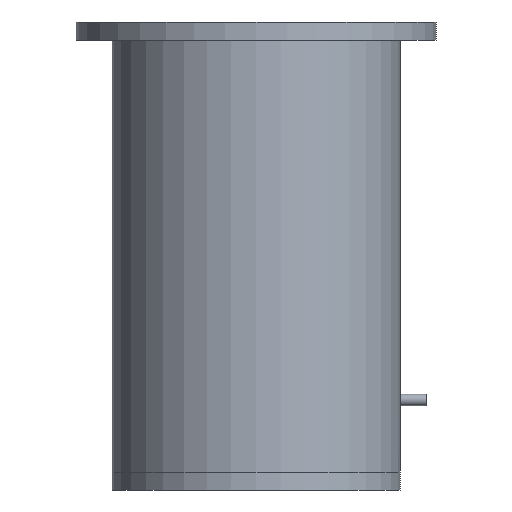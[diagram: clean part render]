
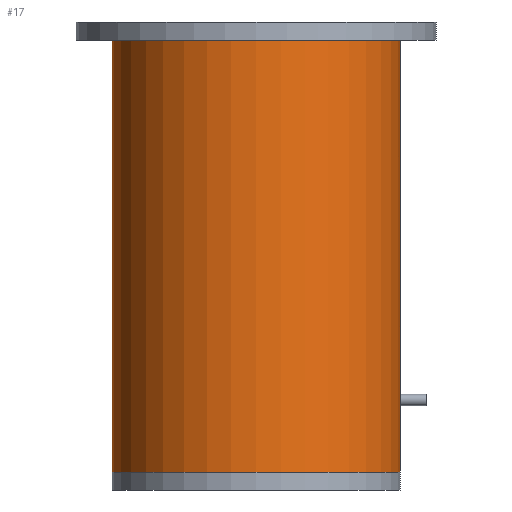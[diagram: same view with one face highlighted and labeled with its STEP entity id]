
A CAD part, front view. The second image highlights one B-rep face of the part: STEP entity #17.
In plain terms, the highlighted cylindrical face has radius 80 mm (diameter 160 mm), a full revolution.
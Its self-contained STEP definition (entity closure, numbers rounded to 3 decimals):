
#17 = ADVANCED_FACE('',(#18),#145,.T.);
#18 = FACE_BOUND('',#19,.F.);
#19 = EDGE_LOOP('',(#20,#30,#37,#38,#46,#65,#90,#98,#106,#113,#114,#115,
    #144));
#20 = ORIENTED_EDGE('',*,*,#21,.F.);
#21 = EDGE_CURVE('',#22,#24,#26,.T.);
#22 = VERTEX_POINT('',#23);
#23 = CARTESIAN_POINT('',(80.,0.,10.));
#24 = VERTEX_POINT('',#25);
#25 = CARTESIAN_POINT('',(80.,0.,46.825));
#26 = LINE('',#27,#28);
#27 = CARTESIAN_POINT('',(80.,0.,10.));
#28 = VECTOR('',#29,1.);
#29 = DIRECTION('',(0.,0.,1.));
#30 = ORIENTED_EDGE('',*,*,#31,.F.);
#31 = EDGE_CURVE('',#22,#22,#32,.T.);
#32 = CIRCLE('',#33,80.);
#33 = AXIS2_PLACEMENT_3D('',#34,#35,#36);
#34 = CARTESIAN_POINT('',(0.,0.,10.));
#35 = DIRECTION('',(0.,0.,1.));
#36 = DIRECTION('',(1.,0.,0.));
#37 = ORIENTED_EDGE('',*,*,#21,.T.);
#38 = ORIENTED_EDGE('',*,*,#39,.T.);
#39 = EDGE_CURVE('',#24,#40,#42,.T.);
#40 = VERTEX_POINT('',#41);
#41 = CARTESIAN_POINT('',(80.,0.,47.5));
#42 = LINE('',#43,#44);
#43 = CARTESIAN_POINT('',(80.,0.,10.));
#44 = VECTOR('',#45,1.);
#45 = DIRECTION('',(0.,0.,1.));
#46 = ORIENTED_EDGE('',*,*,#47,.T.);
#47 = EDGE_CURVE('',#40,#48,#50,.T.);
#48 = VERTEX_POINT('',#49);
#49 = CARTESIAN_POINT('',(79.961,2.5,50.));
#50 = B_SPLINE_CURVE_WITH_KNOTS('',7,(#51,#52,#53,#54,#55,#56,#57,#58,
    #59,#60,#61,#62,#63,#64),.UNSPECIFIED.,.F.,.F.,(8,6,8),(0.,
    0.448,1.),.UNSPECIFIED.);
#51 = CARTESIAN_POINT('',(80.,0.,47.5));
#52 = CARTESIAN_POINT('',(80.,0.305,47.5));
#53 = CARTESIAN_POINT('',(79.999,0.603,47.543)
  );
#54 = CARTESIAN_POINT('',(79.996,0.887,47.627
    ));
#55 = CARTESIAN_POINT('',(79.993,1.149,47.745
    ));
#56 = CARTESIAN_POINT('',(79.988,1.385,47.891
    ));
#57 = CARTESIAN_POINT('',(79.984,1.592,48.056
    ));
#58 = CARTESIAN_POINT('',(79.976,1.984,48.449
    ));
#59 = CARTESIAN_POINT('',(79.971,2.16,48.686
    ));
#60 = CARTESIAN_POINT('',(79.967,2.298,48.938
    ));
#61 = CARTESIAN_POINT('',(79.964,2.399,49.198)
  );
#62 = CARTESIAN_POINT('',(79.962,2.466,49.464
    ));
#63 = CARTESIAN_POINT('',(79.961,2.5,49.732));
#64 = CARTESIAN_POINT('',(79.961,2.5,50.));
#65 = ORIENTED_EDGE('',*,*,#66,.T.);
#66 = EDGE_CURVE('',#48,#67,#69,.T.);
#67 = VERTEX_POINT('',#68);
#68 = CARTESIAN_POINT('',(80.,0.,52.5));
#69 = B_SPLINE_CURVE_WITH_KNOTS('',7,(#70,#71,#72,#73,#74,#75,#76,#77,
    #78,#79,#80,#81,#82,#83,#84,#85,#86,#87,#88,#89),.UNSPECIFIED.,.F.,
  .F.,(8,6,6,8),(0.,0.509,0.795,1.),.UNSPECIFIED.);
#70 = CARTESIAN_POINT('',(79.961,2.5,50.));
#71 = CARTESIAN_POINT('',(79.961,2.5,50.248));
#72 = CARTESIAN_POINT('',(79.962,2.471,50.497
    ));
#73 = CARTESIAN_POINT('',(79.964,2.414,50.743
    ));
#74 = CARTESIAN_POINT('',(79.966,2.327,50.985
    ));
#75 = CARTESIAN_POINT('',(79.97,2.209,51.22)
  );
#76 = CARTESIAN_POINT('',(79.974,2.059,51.445
    ));
#77 = CARTESIAN_POINT('',(79.98,1.772,51.771
    ));
#78 = CARTESIAN_POINT('',(79.983,1.657,51.883
    ));
#79 = CARTESIAN_POINT('',(79.986,1.532,51.99)
  );
#80 = CARTESIAN_POINT('',(79.988,1.395,52.089
    ));
#81 = CARTESIAN_POINT('',(79.991,1.247,52.179
    ));
#82 = CARTESIAN_POINT('',(79.993,1.089,52.258
    ));
#83 = CARTESIAN_POINT('',(79.996,0.8,52.372
    ));
#84 = CARTESIAN_POINT('',(79.997,0.674,52.414
    ));
#85 = CARTESIAN_POINT('',(79.998,0.544,52.448
    ));
#86 = CARTESIAN_POINT('',(79.999,0.41,52.474)
  );
#87 = CARTESIAN_POINT('',(80.,0.275,52.491
    ));
#88 = CARTESIAN_POINT('',(80.,0.137,52.5));
#89 = CARTESIAN_POINT('',(80.,0.,52.5));
#90 = ORIENTED_EDGE('',*,*,#91,.T.);
#91 = EDGE_CURVE('',#67,#92,#94,.T.);
#92 = VERTEX_POINT('',#93);
#93 = CARTESIAN_POINT('',(80.,0.,53.175));
#94 = LINE('',#95,#96);
#95 = CARTESIAN_POINT('',(80.,0.,10.));
#96 = VECTOR('',#97,1.);
#97 = DIRECTION('',(0.,0.,1.));
#98 = ORIENTED_EDGE('',*,*,#99,.T.);
#99 = EDGE_CURVE('',#92,#100,#102,.T.);
#100 = VERTEX_POINT('',#101);
#101 = CARTESIAN_POINT('',(80.,0.,250.));
#102 = LINE('',#103,#104);
#103 = CARTESIAN_POINT('',(80.,0.,10.));
#104 = VECTOR('',#105,1.);
#105 = DIRECTION('',(0.,0.,1.));
#106 = ORIENTED_EDGE('',*,*,#107,.T.);
#107 = EDGE_CURVE('',#100,#100,#108,.T.);
#108 = CIRCLE('',#109,80.);
#109 = AXIS2_PLACEMENT_3D('',#110,#111,#112);
#110 = CARTESIAN_POINT('',(0.,0.,250.));
#111 = DIRECTION('',(0.,0.,1.));
#112 = DIRECTION('',(1.,0.,0.));
#113 = ORIENTED_EDGE('',*,*,#99,.F.);
#114 = ORIENTED_EDGE('',*,*,#91,.F.);
#115 = ORIENTED_EDGE('',*,*,#116,.T.);
#116 = EDGE_CURVE('',#67,#40,#117,.T.);
#117 = B_SPLINE_CURVE_WITH_KNOTS('',7,(#118,#119,#120,#121,#122,#123,
    #124,#125,#126,#127,#128,#129,#130,#131,#132,#133,#134,#135,#136,
    #137,#138,#139,#140,#141,#142,#143),.UNSPECIFIED.,.F.,.F.,(8,6,6,6,8
    ),(0.,0.244,0.5,0.756,1.),
  .UNSPECIFIED.);
#118 = CARTESIAN_POINT('',(80.,0.,52.5));
#119 = CARTESIAN_POINT('',(80.,-0.333,52.5));
#120 = CARTESIAN_POINT('',(79.998,-0.657,
    52.448));
#121 = CARTESIAN_POINT('',(79.995,-0.963,
    52.35));
#122 = CARTESIAN_POINT('',(79.991,-1.242,
    52.211));
#123 = CARTESIAN_POINT('',(79.987,-1.488,
    52.042));
#124 = CARTESIAN_POINT('',(79.982,-1.7,
    51.852));
#125 = CARTESIAN_POINT('',(79.974,-2.059,
    51.445));
#126 = CARTESIAN_POINT('',(79.97,-2.209,
    51.22));
#127 = CARTESIAN_POINT('',(79.966,-2.327,
    50.985));
#128 = CARTESIAN_POINT('',(79.964,-2.414,50.743
    ));
#129 = CARTESIAN_POINT('',(79.962,-2.471,
    50.497));
#130 = CARTESIAN_POINT('',(79.961,-2.5,50.248));
#131 = CARTESIAN_POINT('',(79.961,-2.5,49.752));
#132 = CARTESIAN_POINT('',(79.962,-2.471,
    49.503));
#133 = CARTESIAN_POINT('',(79.964,-2.414,
    49.257));
#134 = CARTESIAN_POINT('',(79.966,-2.327,
    49.015));
#135 = CARTESIAN_POINT('',(79.97,-2.209,
    48.78));
#136 = CARTESIAN_POINT('',(79.974,-2.059,
    48.555));
#137 = CARTESIAN_POINT('',(79.982,-1.7,
    48.148));
#138 = CARTESIAN_POINT('',(79.987,-1.488,
    47.958));
#139 = CARTESIAN_POINT('',(79.991,-1.242,
    47.788));
#140 = CARTESIAN_POINT('',(79.995,-0.963,
    47.65));
#141 = CARTESIAN_POINT('',(79.998,-0.657,
    47.552));
#142 = CARTESIAN_POINT('',(80.,-0.333,47.5));
#143 = CARTESIAN_POINT('',(80.,0.,47.5));
#144 = ORIENTED_EDGE('',*,*,#39,.F.);
#145 = CYLINDRICAL_SURFACE('',#146,80.);
#146 = AXIS2_PLACEMENT_3D('',#147,#148,#149);
#147 = CARTESIAN_POINT('',(0.,0.,10.));
#148 = DIRECTION('',(-0.,-0.,-1.));
#149 = DIRECTION('',(1.,0.,0.));
